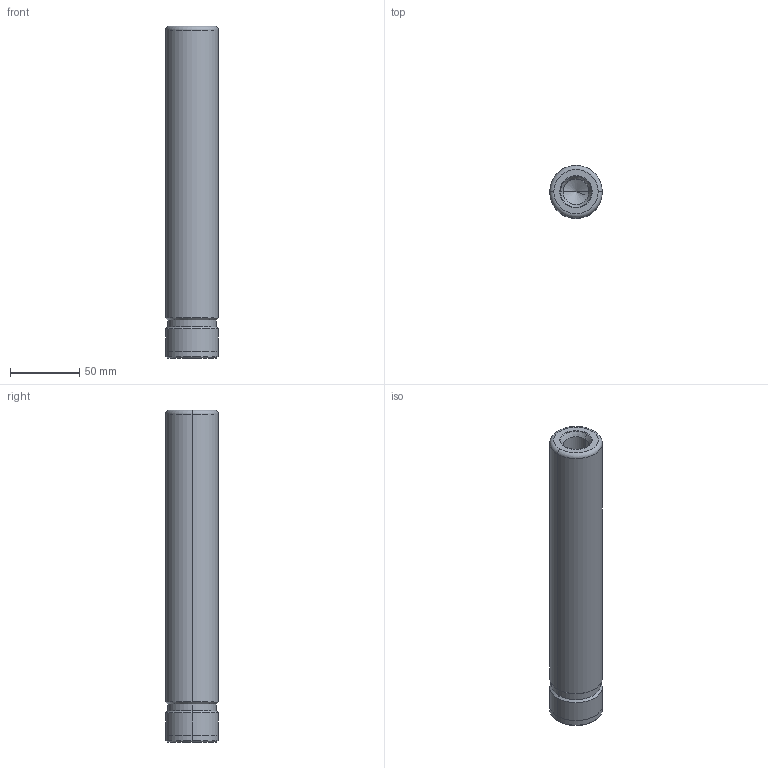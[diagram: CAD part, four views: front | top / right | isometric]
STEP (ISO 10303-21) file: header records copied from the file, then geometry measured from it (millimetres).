
FILE_DESCRIPTION (( 'STEP AP214' ), '1' );
FILE_NAME ('MGM-D38-L240.step', '2024-12-24T08:08:11', ( '' ), ( '' ), 'SwSTEP 2.0', 'SolidWorks 2016', '' );
FILE_SCHEMA (( 'AUTOMOTIVE_DESIGN' ));
Length unit declared in the file: millimetre
Products named in the file (1): MGM-D38-L240
Bounding box: 38 x 38 x 240 mm (x, y, z)
Volume: 255202.9 mm3; surface area: 33936.9 mm2
Topology: 1 solids, 1 shells, 27 faces, 54 edges, 29 vertices
Faces by surface type: cone 10, cylinder 10, torus 4, plane 3
Entity records: 738 total; most frequent: DIRECTION 140, CARTESIAN_POINT 109, ORIENTED_EDGE 104, AXIS2_PLACEMENT_3D 60, EDGE_CURVE 52, CIRCLE 32, EDGE_LOOP 29, VERTEX_POINT 29
